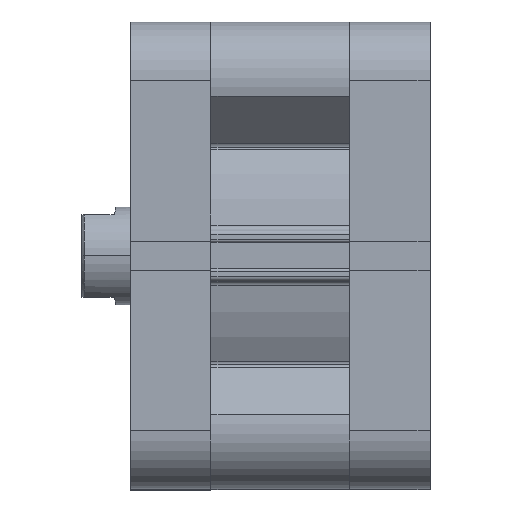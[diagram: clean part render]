
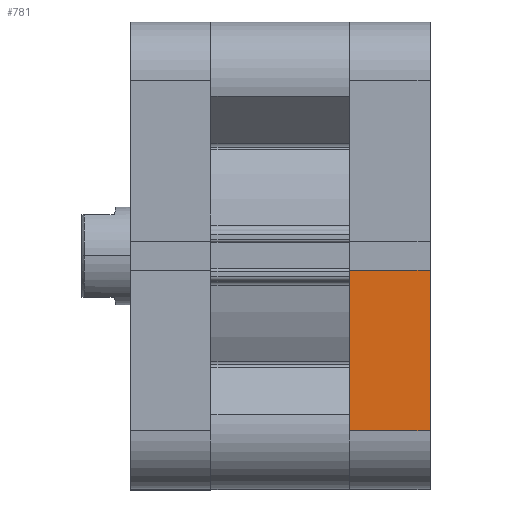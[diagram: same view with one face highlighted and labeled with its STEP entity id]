
A CAD part, top view. The second image highlights one B-rep face of the part: STEP entity #781.
In plain terms, the highlighted planar face has unit normal (0, 0, 1).
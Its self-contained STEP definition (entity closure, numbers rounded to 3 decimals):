
#781 = ADVANCED_FACE ( 'NONE', ( #2638 ), #7366, .T. ) ;
#1151 = VERTEX_POINT ( 'NONE', #9487 ) ;
#1176 = VERTEX_POINT ( 'NONE', #9512 ) ;
#1242 = VERTEX_POINT ( 'NONE', #9577 ) ;
#1249 = VERTEX_POINT ( 'NONE', #9584 ) ;
#1784 = EDGE_LOOP ( 'NONE', ( #10758, #10775, #10822, #10759 ) ) ;
#2638 = FACE_OUTER_BOUND ( 'NONE', #1784, .T. ) ;
#3488 = EDGE_CURVE ( 'NONE', #1176, #1242, #9112, .T. ) ;
#3677 = EDGE_CURVE ( 'NONE', #1249, #1151, #5938, .T. ) ;
#3721 = EDGE_CURVE ( 'NONE', #1176, #1249, #6010, .T. ) ;
#3934 = EDGE_CURVE ( 'NONE', #1151, #1242, #6373, .T. ) ;
#4197 = AXIS2_PLACEMENT_3D ( 'NONE', #7365, #7368, #7369 ) ;
#5007 = CARTESIAN_POINT ( 'NONE',  ( -66.882, -2.97, 48. ) ) ;
#5008 = DIRECTION ( 'NONE',  ( 1., 0., 0. ) ) ;
#5096 = CARTESIAN_POINT ( 'NONE',  ( 1., 0., 48. ) ) ;
#5103 = DIRECTION ( 'NONE',  ( 0., 1., 0. ) ) ;
#5590 = CARTESIAN_POINT ( 'NONE',  ( 17.5, 0., 48. ) ) ;
#5591 = DIRECTION ( 'NONE',  ( 0., -1., 0. ) ) ;
#5938 = LINE ( 'NONE', #5007, #5939 ) ;
#5939 = VECTOR ( 'NONE', #5008, 1000. ) ;
#6010 = LINE ( 'NONE', #5096, #6019 ) ;
#6019 = VECTOR ( 'NONE', #5103, 1000. ) ;
#6373 = LINE ( 'NONE', #5590, #6382 ) ;
#6382 = VECTOR ( 'NONE', #5591, 1000. ) ;
#7365 = CARTESIAN_POINT ( 'NONE',  ( -66.882, 0., 48. ) ) ;
#7366 = PLANE ( 'NONE',  #4197 ) ;
#7368 = DIRECTION ( 'NONE',  ( 0., 0., 1. ) ) ;
#7369 = DIRECTION ( 'NONE',  ( 1., 0., 0. ) ) ;
#9112 = LINE ( 'NONE', #10508, #9128 ) ;
#9128 = VECTOR ( 'NONE', #10511, 1000. ) ;
#9487 = CARTESIAN_POINT ( 'NONE',  ( 17.5, -2.97, 48. ) ) ;
#9512 = CARTESIAN_POINT ( 'NONE',  ( 1., -36., 48. ) ) ;
#9577 = CARTESIAN_POINT ( 'NONE',  ( 17.5, -36., 48. ) ) ;
#9584 = CARTESIAN_POINT ( 'NONE',  ( 1., -2.97, 48. ) ) ;
#10508 = CARTESIAN_POINT ( 'NONE',  ( -66.882, -36., 48. ) ) ;
#10511 = DIRECTION ( 'NONE',  ( 1., 0., 0. ) ) ;
#10758 = ORIENTED_EDGE ( 'NONE', *, *, #3677, .F. ) ;
#10759 = ORIENTED_EDGE ( 'NONE', *, *, #3934, .F. ) ;
#10775 = ORIENTED_EDGE ( 'NONE', *, *, #3721, .F. ) ;
#10822 = ORIENTED_EDGE ( 'NONE', *, *, #3488, .T. ) ;
